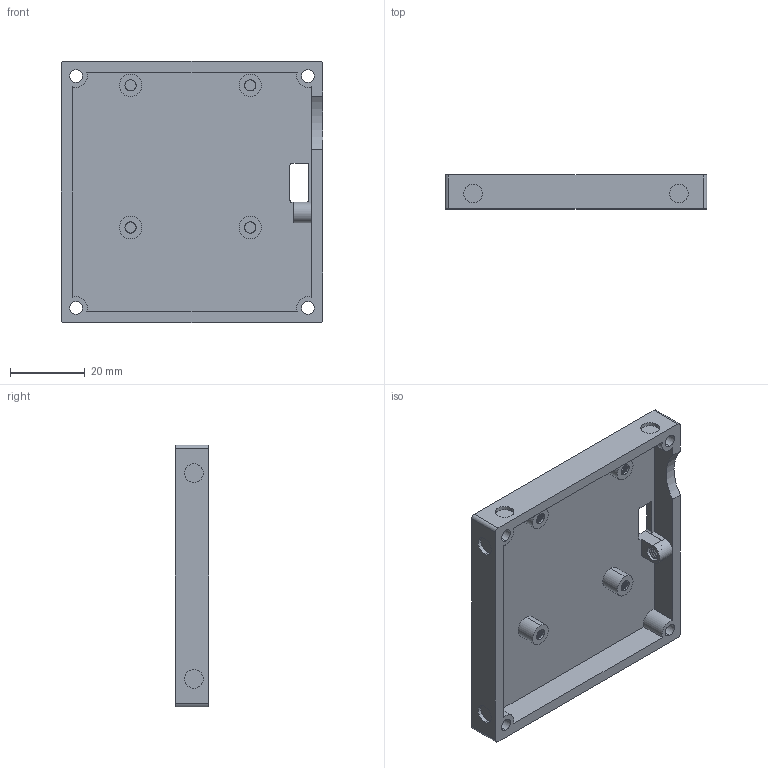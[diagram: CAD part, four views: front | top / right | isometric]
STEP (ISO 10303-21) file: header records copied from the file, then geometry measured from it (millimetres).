
FILE_DESCRIPTION (( 'STEP AP203' ), '1' );
FILE_NAME ('鎮爵兜碟赽菁釱.STEP', '2024-04-11T05:17:24', ( '' ), ( '' ), 'SwSTEP 2.0', 'SolidWorks 2020', '' );
FILE_SCHEMA (( 'CONFIG_CONTROL_DESIGN' ));
Length unit declared in the file: millimetre
Products named in the file (1): 鎮爵兜碟赽菁釱
Bounding box: 70 x 9 x 70 mm (x, y, z)
Volume: 15630.9 mm3; surface area: 15392.5 mm2
Topology: 1 solids, 1 shells, 218 faces, 579 edges, 379 vertices
Faces by surface type: cylinder 145, plane 46, bspline 19, cone 8
Entity records: 15479 total; most frequent: CARTESIAN_POINT 10494, ORIENTED_EDGE 1158, DIRECTION 882, EDGE_CURVE 579, VERTEX_POINT 379, AXIS2_PLACEMENT_3D 324, EDGE_LOOP 244, LINE 234
